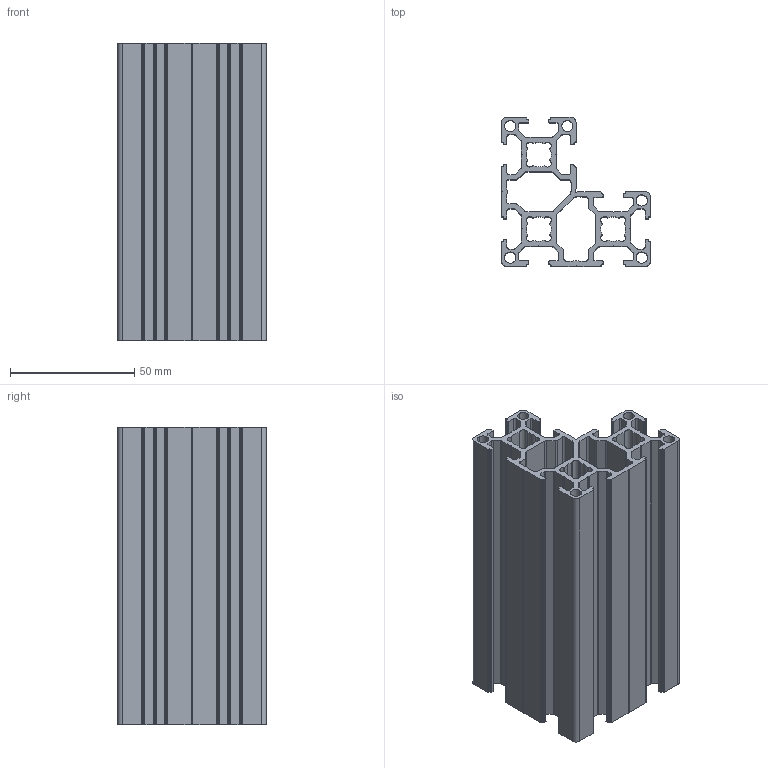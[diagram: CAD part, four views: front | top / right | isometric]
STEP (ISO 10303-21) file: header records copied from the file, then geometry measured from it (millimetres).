
FILE_DESCRIPTION (( 'STEP AP214' ), '1' );
FILE_NAME ('366.22 Êîíñòðóêöèîííûé ïðîôèëü 60õ60.22.STEP', '2018-02-15T09:22:25', ( '' ), ( '' ), 'SwSTEP 2.0', 'SolidWorks 2017', '' );
FILE_SCHEMA (( 'AUTOMOTIVE_DESIGN' ));
Length unit declared in the file: millimetre
Products named in the file (1): 366.22 Êîíñòðóêöèîííûé ïðîôèëü 60õ60.22
Bounding box: 60 x 60 x 120 mm (x, y, z)
Volume: 97764 mm3; surface area: 96811.1 mm2
Topology: 1 solids, 1 shells, 399 faces, 1197 edges, 798 vertices
Faces by surface type: cylinder 221, plane 178
Entity records: 13687 total; most frequent: DIRECTION 2439, CARTESIAN_POINT 2395, ORIENTED_EDGE 2394, EDGE_CURVE 1197, AXIS2_PLACEMENT_3D 842, VERTEX_POINT 798, LINE 755, VECTOR 755
